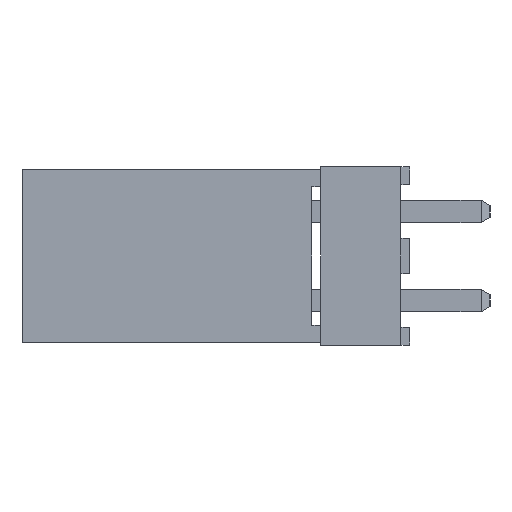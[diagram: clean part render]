
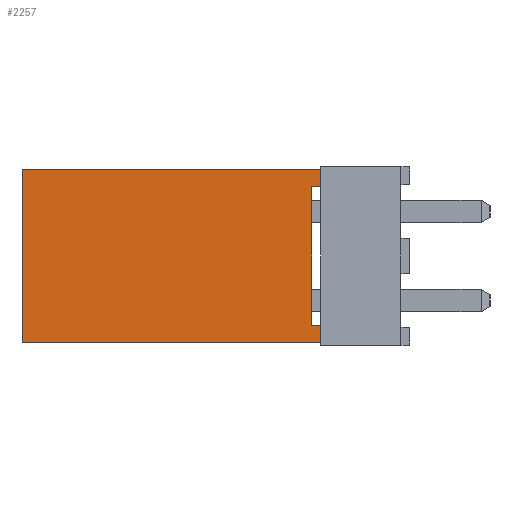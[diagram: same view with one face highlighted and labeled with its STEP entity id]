
A CAD part, left-side view. The second image highlights one B-rep face of the part: STEP entity #2257.
In plain terms, the highlighted planar face has unit normal (-1, 0, 0).
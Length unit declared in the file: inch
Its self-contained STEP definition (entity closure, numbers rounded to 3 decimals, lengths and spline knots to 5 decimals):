
#2257 = ADVANCED_FACE( '', ( #5001 ), #5002, .F. );
#5001 = FACE_OUTER_BOUND( '', #8201, .T. );
#5002 = PLANE( '', #8202 );
#8201 = EDGE_LOOP( '', ( #14824, #14825, #14826, #14827, #14828, #14829, #14830, #14831 ) );
#8202 = AXIS2_PLACEMENT_3D( '', #14832, #14833, #14834 );
#14824 = ORIENTED_EDGE( '', *, *, #21801, .T. );
#14825 = ORIENTED_EDGE( '', *, *, #21802, .T. );
#14826 = ORIENTED_EDGE( '', *, *, #20212, .F. );
#14827 = ORIENTED_EDGE( '', *, *, #21038, .F. );
#14828 = ORIENTED_EDGE( '', *, *, #19314, .T. );
#14829 = ORIENTED_EDGE( '', *, *, #20506, .T. );
#14830 = ORIENTED_EDGE( '', *, *, #20015, .T. );
#14831 = ORIENTED_EDGE( '', *, *, #21803, .T. );
#14832 = CARTESIAN_POINT( '', ( 0., 0.335, -0.0975 ) );
#14833 = DIRECTION( '', ( 1., 0., 0. ) );
#14834 = DIRECTION( '', ( 0., 0., -1. ) );
#19314 = EDGE_CURVE( '', #23231, #23229, #23232, .T. );
#20015 = EDGE_CURVE( '', #24429, #24433, #24435, .T. );
#20212 = EDGE_CURVE( '', #24755, #24757, #24758, .T. );
#20506 = EDGE_CURVE( '', #23229, #24429, #25256, .T. );
#21038 = EDGE_CURVE( '', #23231, #24755, #26066, .T. );
#21801 = EDGE_CURVE( '', #27116, #27117, #27118, .T. );
#21802 = EDGE_CURVE( '', #27117, #24757, #27119, .T. );
#21803 = EDGE_CURVE( '', #24433, #27116, #27120, .T. );
#23229 = VERTEX_POINT( '', #28903 );
#23231 = VERTEX_POINT( '', #28906 );
#23232 = LINE( '', #28907, #28908 );
#24429 = VERTEX_POINT( '', #30664 );
#24433 = VERTEX_POINT( '', #30670 );
#24435 = LINE( '', #30673, #30674 );
#24755 = VERTEX_POINT( '', #31142 );
#24757 = VERTEX_POINT( '', #31145 );
#24758 = LINE( '', #31146, #31147 );
#25256 = LINE( '', #31896, #31897 );
#26066 = LINE( '', #33111, #33112 );
#27116 = VERTEX_POINT( '', #34685 );
#27117 = VERTEX_POINT( '', #34686 );
#27118 = LINE( '', #34687, #34688 );
#27119 = LINE( '', #34689, #34690 );
#27120 = LINE( '', #34691, #34692 );
#28903 = CARTESIAN_POINT( '', ( 0., 0., -0.0975 ) );
#28906 = CARTESIAN_POINT( '', ( 0., 0.335, -0.0975 ) );
#28907 = CARTESIAN_POINT( '', ( 0., 0.335, -0.0975 ) );
#28908 = VECTOR( '', #36623, 39.37008 );
#30664 = CARTESIAN_POINT( '', ( 0., 0., -0.0775 ) );
#30670 = CARTESIAN_POINT( '', ( 0., 0.01, -0.0775 ) );
#30673 = CARTESIAN_POINT( '', ( 0., 0., -0.0775 ) );
#30674 = VECTOR( '', #37216, 39.37008 );
#31142 = CARTESIAN_POINT( '', ( 0., 0.335, 0.0975 ) );
#31145 = CARTESIAN_POINT( '', ( 0., 0., 0.0975 ) );
#31146 = CARTESIAN_POINT( '', ( 0., 0.335, 0.0975 ) );
#31147 = VECTOR( '', #37381, 39.37008 );
#31896 = CARTESIAN_POINT( '', ( 0., 0., -0.0975 ) );
#31897 = VECTOR( '', #37645, 39.37008 );
#33111 = CARTESIAN_POINT( '', ( 0., 0.335, -0.0975 ) );
#33112 = VECTOR( '', #38068, 39.37008 );
#34685 = CARTESIAN_POINT( '', ( 0., 0.01, 0.0775 ) );
#34686 = CARTESIAN_POINT( '', ( 0., 0., 0.0775 ) );
#34687 = CARTESIAN_POINT( '', ( 0., 0.01, 0.0775 ) );
#34688 = VECTOR( '', #38619, 39.37008 );
#34689 = CARTESIAN_POINT( '', ( 0., 0., -0.0975 ) );
#34690 = VECTOR( '', #38620, 39.37008 );
#34691 = CARTESIAN_POINT( '', ( 0., 0.01, -0.0775 ) );
#34692 = VECTOR( '', #38621, 39.37008 );
#36623 = DIRECTION( '', ( 0., -1., 0. ) );
#37216 = DIRECTION( '', ( 0., 1., 0. ) );
#37381 = DIRECTION( '', ( 0., -1., 0. ) );
#37645 = DIRECTION( '', ( 0., 0., 1. ) );
#38068 = DIRECTION( '', ( 0., 0., 1. ) );
#38619 = DIRECTION( '', ( 0., -1., 0. ) );
#38620 = DIRECTION( '', ( 0., 0., 1. ) );
#38621 = DIRECTION( '', ( 0., 0., 1. ) );
